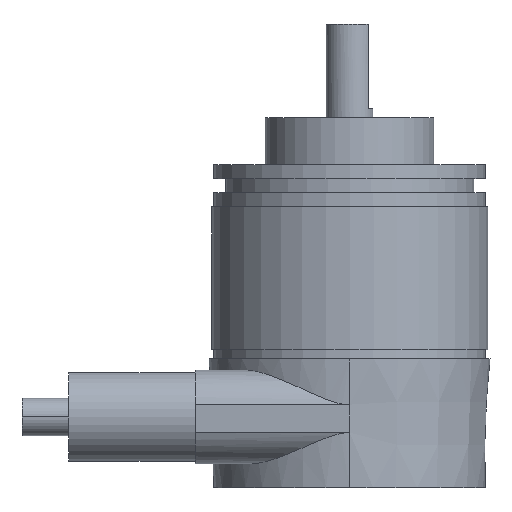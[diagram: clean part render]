
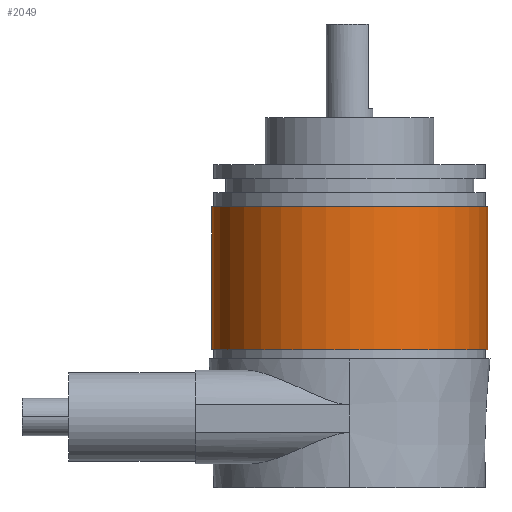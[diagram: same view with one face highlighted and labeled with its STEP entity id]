
A CAD part, front view. The second image highlights one B-rep face of the part: STEP entity #2049.
In plain terms, the highlighted cylindrical face has radius 29.5 mm (diameter 59 mm), a partial arc.
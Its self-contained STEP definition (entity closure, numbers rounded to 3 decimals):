
#531=CARTESIAN_POINT('',(0.,0.,15.75));
#532=DIRECTION('',(0.,0.,1.));
#533=DIRECTION('',(-1.,0.,0.));
#534=AXIS2_PLACEMENT_3D('',#531,#532,#533);
#539=DIRECTION('',(0.,0.,1.));
#540=VECTOR('',#539,30.5);
#541=CARTESIAN_POINT('',(-29.5,0.,15.75));
#542=LINE('',#541,#540);
#554=DIRECTION('',(0.,0.,1.));
#555=VECTOR('',#554,30.5);
#556=CARTESIAN_POINT('',(29.5,0.,15.75));
#557=LINE('',#556,#555);
#569=CARTESIAN_POINT('',(0.,0.,46.25));
#570=DIRECTION('',(0.,0.,1.));
#571=DIRECTION('',(-1.,0.,0.));
#572=AXIS2_PLACEMENT_3D('',#569,#570,#571);
#1479=CARTESIAN_POINT('',(-29.5,0.,15.75));
#1480=CARTESIAN_POINT('',(-29.5,0.,46.25));
#1481=VERTEX_POINT('',#1479);
#1482=VERTEX_POINT('',#1480);
#1503=CARTESIAN_POINT('',(29.5,0.,15.75));
#1504=CARTESIAN_POINT('',(29.5,0.,46.25));
#1505=VERTEX_POINT('',#1503);
#1506=VERTEX_POINT('',#1504);
#2035=CARTESIAN_POINT('',(0.,0.,10.175));
#2036=DIRECTION('',(0.,0.,1.));
#2037=DIRECTION('',(-1.,0.,0.));
#2038=AXIS2_PLACEMENT_3D('',#2035,#2036,#2037);
#2039=CYLINDRICAL_SURFACE('',#2038,29.5);
#2041=ORIENTED_EDGE('',*,*,#2040,.T.);
#2043=ORIENTED_EDGE('',*,*,#2042,.T.);
#2045=ORIENTED_EDGE('',*,*,#2044,.F.);
#2046=ORIENTED_EDGE('',*,*,#2024,.F.);
#2047=EDGE_LOOP('',(#2041,#2043,#2045,#2046));
#2048=FACE_OUTER_BOUND('',#2047,.F.);
#535=CIRCLE('',#534,29.5);
#573=CIRCLE('',#572,29.5);
#2024=EDGE_CURVE('',#1481,#1505,#535,.T.);
#2040=EDGE_CURVE('',#1481,#1482,#542,.T.);
#2042=EDGE_CURVE('',#1482,#1506,#573,.T.);
#2044=EDGE_CURVE('',#1505,#1506,#557,.T.);
#2049=ADVANCED_FACE('',(#2048),#2039,.T.);
